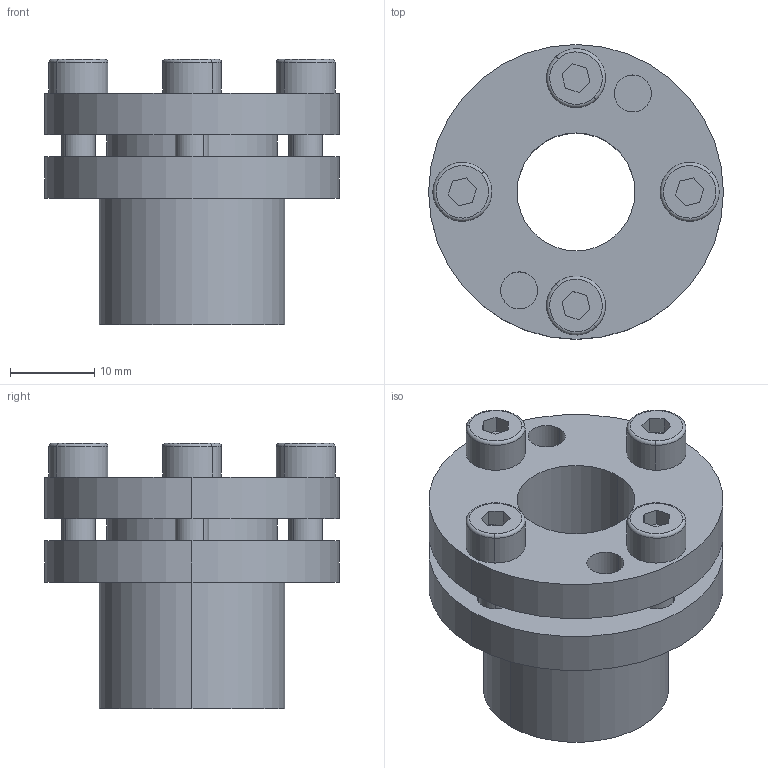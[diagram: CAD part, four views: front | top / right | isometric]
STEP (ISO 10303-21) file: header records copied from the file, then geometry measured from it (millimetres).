
FILE_DESCRIPTION (( 'STEP AP203' ), '1' );
FILE_NAME ('ETP-Mini-R-14.step', '2004-09-09T08:31:00', ( 'System Administrator' ), ( 'Cevican' ), 'SwSTEP 2.0', 'SolidWorks 2002308', '' );
FILE_SCHEMA (( 'CONFIG_CONTROL_DESIGN' ));
Length unit declared in the file: millimetre
Products named in the file (3): ETP-Mini-R-14; ETP-Mini-R_ETP-Mini-R-14; Screw-DIN-912-R_Screw-DIN-912-M4x12H
Assembly tree (5 placements, depth 2):
  ETP-Mini-R-14
    Screw-DIN-912-R_Screw-DIN-912-M4x12H  x4
    ETP-Mini-R_ETP-Mini-R-14
Bounding box: 35 x 35 x 31.5 mm (x, y, z)
Volume: 12219.3 mm3; surface area: 8111.8 mm2
Topology: 5 solids, 5 shells, 131 faces, 290 edges, 180 vertices
Faces by surface type: cylinder 54, plane 45, cone 24, torus 8
Entity records: 2179 total; most frequent: DIRECTION 354, CARTESIAN_POINT 297, ORIENTED_EDGE 280, AXIS2_PLACEMENT_3D 147, EDGE_CURVE 140, VERTEX_POINT 90, EDGE_LOOP 86, CIRCLE 80
